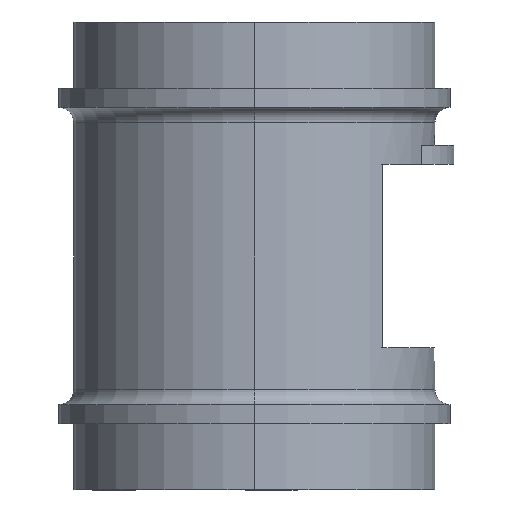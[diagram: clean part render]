
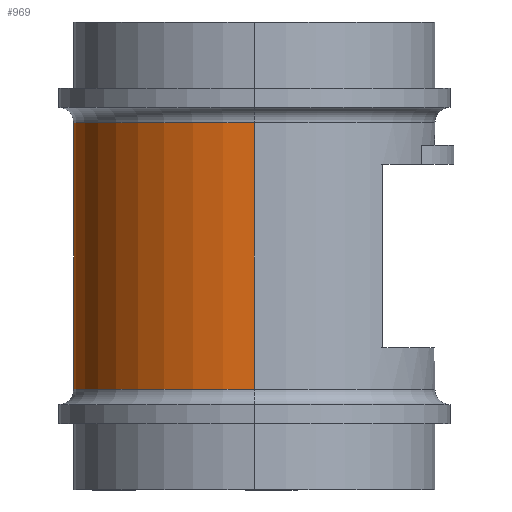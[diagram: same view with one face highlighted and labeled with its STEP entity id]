
A CAD part, left-side view. The second image highlights one B-rep face of the part: STEP entity #969.
In plain terms, the highlighted cylindrical face has radius 30 mm (diameter 60 mm), a partial arc.
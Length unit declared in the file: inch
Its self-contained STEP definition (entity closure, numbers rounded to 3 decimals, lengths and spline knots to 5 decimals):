
#92 = DIRECTION ( 'NONE',  ( 0., 0., 1. ) ) ;
#130 = CYLINDRICAL_SURFACE ( 'NONE', #1966, 1.1811 ) ;
#185 = ORIENTED_EDGE ( 'NONE', *, *, #2276, .T. ) ;
#324 = CARTESIAN_POINT ( 'NONE',  ( -1.1811, 0., 2.40193 ) ) ;
#492 = ORIENTED_EDGE ( 'NONE', *, *, #2728, .T. ) ;
#530 = CARTESIAN_POINT ( 'NONE',  ( -1.1811, 0., 3.06 ) ) ;
#596 = VECTOR ( 'NONE', #2010, 39.37008 ) ;
#716 = EDGE_CURVE ( 'NONE', #806, #1853, #1910, .T. ) ;
#720 = CARTESIAN_POINT ( 'NONE',  ( 1.1811, 0., 0.65807 ) ) ;
#806 = VERTEX_POINT ( 'NONE', #720 ) ;
#846 = CARTESIAN_POINT ( 'NONE',  ( -1.1811, 0., 0.65807 ) ) ;
#896 = CARTESIAN_POINT ( 'NONE',  ( 0., 0., 3.06 ) ) ;
#944 = DIRECTION ( 'NONE',  ( 1., 0., 0. ) ) ;
#969 = ADVANCED_FACE ( 'NONE', ( #3200 ), #130, .T. ) ;
#1039 = LINE ( 'NONE', #530, #596 ) ;
#1146 = DIRECTION ( 'NONE',  ( -1., 0., 0. ) ) ;
#1170 = CARTESIAN_POINT ( 'NONE',  ( 1.1811, 0., 3.06 ) ) ;
#1360 = CARTESIAN_POINT ( 'NONE',  ( 0., 0., 2.40193 ) ) ;
#1374 = CARTESIAN_POINT ( 'NONE',  ( 0., 0., 0.65807 ) ) ;
#1411 = ORIENTED_EDGE ( 'NONE', *, *, #2169, .F. ) ;
#1427 = AXIS2_PLACEMENT_3D ( 'NONE', #1374, #92, #1638 ) ;
#1450 = VECTOR ( 'NONE', #2143, 39.37008 ) ;
#1507 = VERTEX_POINT ( 'NONE', #324 ) ;
#1638 = DIRECTION ( 'NONE',  ( -1., 0., 0. ) ) ;
#1691 = LINE ( 'NONE', #1170, #1450 ) ;
#1853 = VERTEX_POINT ( 'NONE', #846 ) ;
#1910 = CIRCLE ( 'NONE', #1427, 1.1811 ) ;
#1966 = AXIS2_PLACEMENT_3D ( 'NONE', #896, #3217, #1146 ) ;
#2010 = DIRECTION ( 'NONE',  ( 0., 0., -1. ) ) ;
#2078 = AXIS2_PLACEMENT_3D ( 'NONE', #1360, #2134, #944 ) ;
#2134 = DIRECTION ( 'NONE',  ( 0., 0., -1. ) ) ;
#2143 = DIRECTION ( 'NONE',  ( 0., 0., -1. ) ) ;
#2169 = EDGE_CURVE ( 'NONE', #1507, #1853, #1039, .T. ) ;
#2276 = EDGE_CURVE ( 'NONE', #2612, #806, #1691, .T. ) ;
#2612 = VERTEX_POINT ( 'NONE', #3130 ) ;
#2677 = CIRCLE ( 'NONE', #2078, 1.1811 ) ;
#2728 = EDGE_CURVE ( 'NONE', #1507, #2612, #2677, .T. ) ;
#2828 = ORIENTED_EDGE ( 'NONE', *, *, #716, .T. ) ;
#3130 = CARTESIAN_POINT ( 'NONE',  ( 1.1811, 0., 2.40193 ) ) ;
#3200 = FACE_OUTER_BOUND ( 'NONE', #3324, .T. ) ;
#3217 = DIRECTION ( 'NONE',  ( 0., 0., -1. ) ) ;
#3324 = EDGE_LOOP ( 'NONE', ( #492, #185, #2828, #1411 ) ) ;
